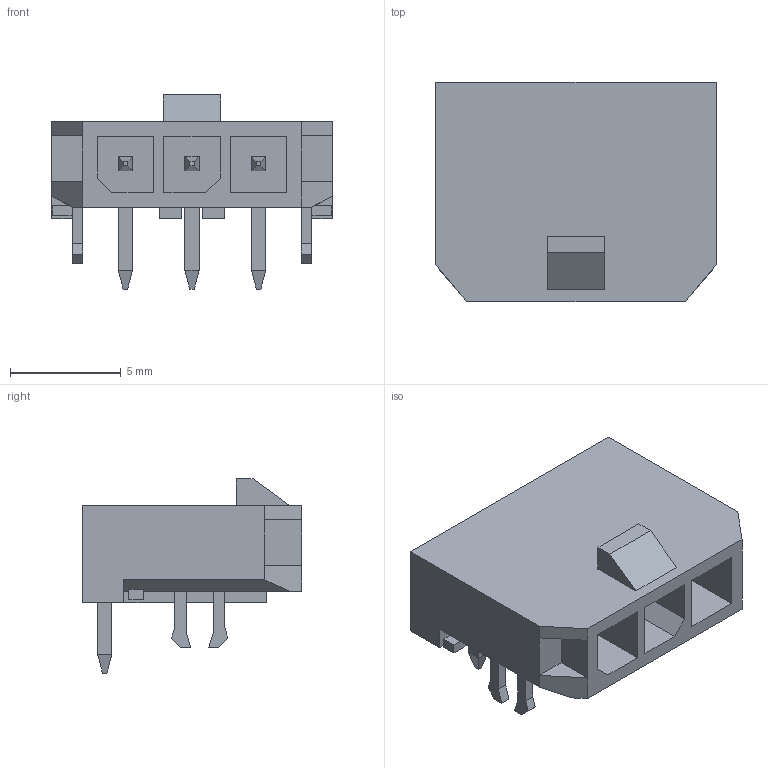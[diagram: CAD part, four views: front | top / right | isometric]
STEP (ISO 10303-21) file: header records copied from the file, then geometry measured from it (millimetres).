
FILE_DESCRIPTION(/* description */ (''),/* implementation_level */ '2;1');
FILE_NAME(/* name */ 'connector_Molex-436500304 v1.step',/* time_stamp */ '2023-06-01T18:45:44+02:00',/* author */ (''),/* organization */ (''),/* preprocessor_version */ 'ST-DEVELOPER v19.2',/* originating_system */ 'Autodesk Translation Framework v12.4.0.73',/* authorisation */ '');
FILE_SCHEMA (('AUTOMOTIVE_DESIGN { 1 0 10303 214 3 1 1 }'));
Length unit declared in the file: millimetre
Products named in the file (1): connector_Molex-436500304
Bounding box: 12.65 x 9.9 x 8.75 mm (x, y, z)
Volume: 366.4 mm3; surface area: 720.6 mm2
Topology: 1 solids, 1 shells, 160 faces, 392 edges, 250 vertices
Faces by surface type: plane 156, cylinder 4
Entity records: 4677 total; most frequent: CARTESIAN_POINT 803, ORIENTED_EDGE 784, DIRECTION 722, EDGE_CURVE 392, LINE 384, VECTOR 384, VERTEX_POINT 250, EDGE_LOOP 176
